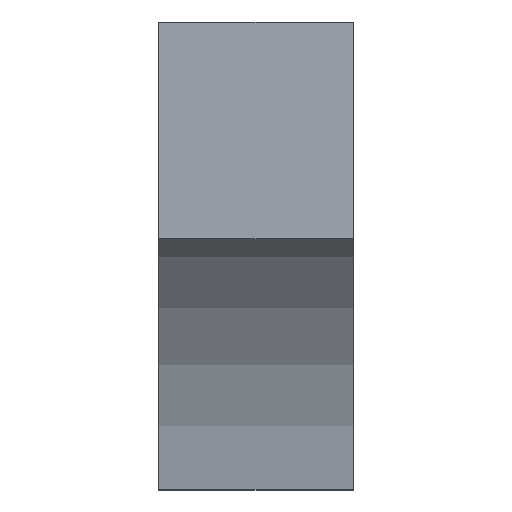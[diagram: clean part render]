
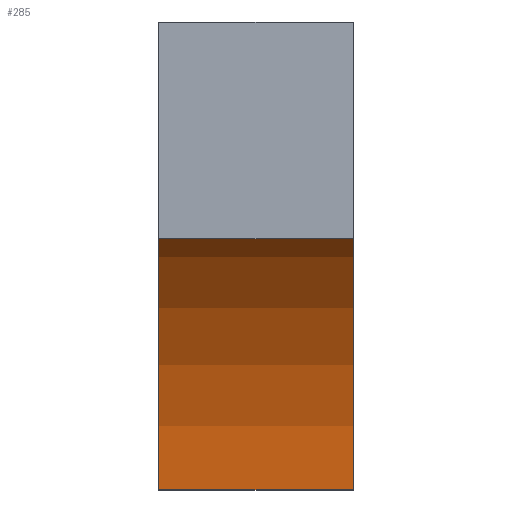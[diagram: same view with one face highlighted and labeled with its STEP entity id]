
A CAD part, top view. The second image highlights one B-rep face of the part: STEP entity #285.
In plain terms, the highlighted cylindrical face has radius 9.5 mm (diameter 19 mm), a partial arc.
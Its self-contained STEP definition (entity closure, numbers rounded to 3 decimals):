
#40 = VERTEX_POINT('',#41);
#41 = CARTESIAN_POINT('',(-23.741,19.428,
    44.417));
#47 = EDGE_CURVE('',#48,#40,#50,.T.);
#48 = VERTEX_POINT('',#49);
#49 = CARTESIAN_POINT('',(-23.741,13.,28.43));
#50 = CIRCLE('',#51,9.5);
#51 = AXIS2_PLACEMENT_3D('',#52,#53,#54);
#52 = CARTESIAN_POINT('',(-23.741,12.5,37.917));
#53 = DIRECTION('',(1.,0.,0.));
#54 = DIRECTION('',(0.,1.,0.));
#241 = EDGE_CURVE('',#40,#242,#244,.T.);
#242 = VERTEX_POINT('',#243);
#243 = CARTESIAN_POINT('',(-18.741,19.428,
    44.417));
#244 = LINE('',#245,#246);
#245 = CARTESIAN_POINT('',(-23.741,19.428,
    44.417));
#246 = VECTOR('',#247,1.);
#247 = DIRECTION('',(1.,0.,0.));
#285 = ADVANCED_FACE('',(#286),#305,.F.);
#286 = FACE_BOUND('',#287,.T.);
#287 = EDGE_LOOP('',(#288,#296,#303,#304));
#288 = ORIENTED_EDGE('',*,*,#289,.T.);
#289 = EDGE_CURVE('',#48,#290,#292,.T.);
#290 = VERTEX_POINT('',#291);
#291 = CARTESIAN_POINT('',(-18.741,13.,28.43));
#292 = LINE('',#293,#294);
#293 = CARTESIAN_POINT('',(-23.741,13.,28.43));
#294 = VECTOR('',#295,1.);
#295 = DIRECTION('',(1.,0.,0.));
#296 = ORIENTED_EDGE('',*,*,#297,.T.);
#297 = EDGE_CURVE('',#290,#242,#298,.T.);
#298 = CIRCLE('',#299,9.5);
#299 = AXIS2_PLACEMENT_3D('',#300,#301,#302);
#300 = CARTESIAN_POINT('',(-18.741,12.5,37.917));
#301 = DIRECTION('',(1.,0.,0.));
#302 = DIRECTION('',(0.,1.,0.));
#303 = ORIENTED_EDGE('',*,*,#241,.F.);
#304 = ORIENTED_EDGE('',*,*,#47,.F.);
#305 = CYLINDRICAL_SURFACE('',#306,9.5);
#306 = AXIS2_PLACEMENT_3D('',#307,#308,#309);
#307 = CARTESIAN_POINT('',(-23.741,12.5,37.917));
#308 = DIRECTION('',(-1.,-0.,-0.));
#309 = DIRECTION('',(0.,1.,0.));
